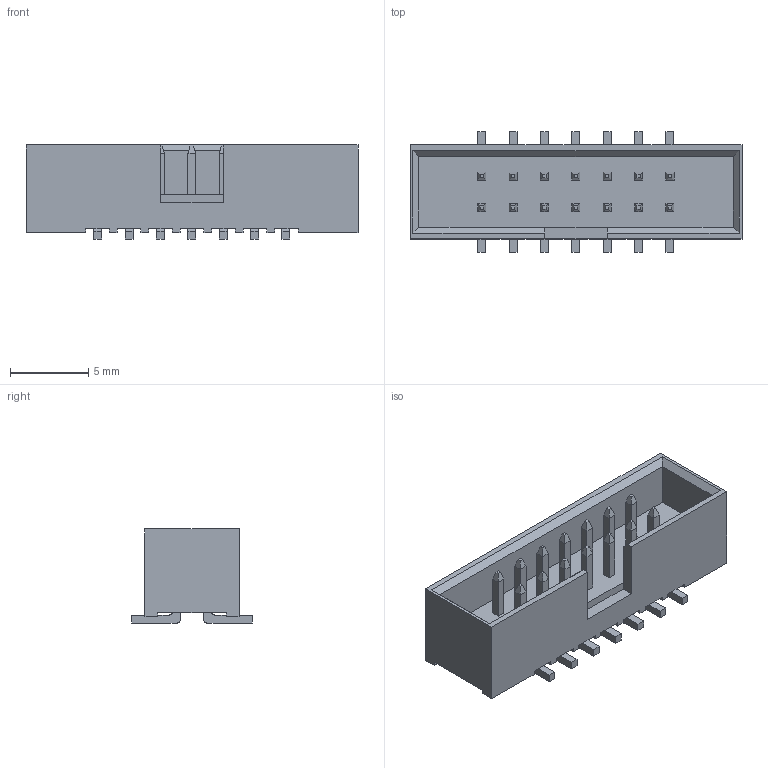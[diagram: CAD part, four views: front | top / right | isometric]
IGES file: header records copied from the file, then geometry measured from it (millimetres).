
Start section: SolidWorks IGES file using analytic representation for surfaces
Global section: file name: SHTSHSM-207-D-02-XX-V-LF.IGS; native system: SolidWorks 2011; preprocessor: SolidWorks 2011; author: gengland; date: 130301.101044; units: inch
Bounding box: 21.16 x 7.7 x 5.99 mm (x, y, z)
Surface area: 983.8 mm2 (no closed solid volume)
Topology: 0 solids, 0 shells, 333 faces, 1862 edges, 1862 vertices
Faces by surface type: bspline 305, revolution 28
